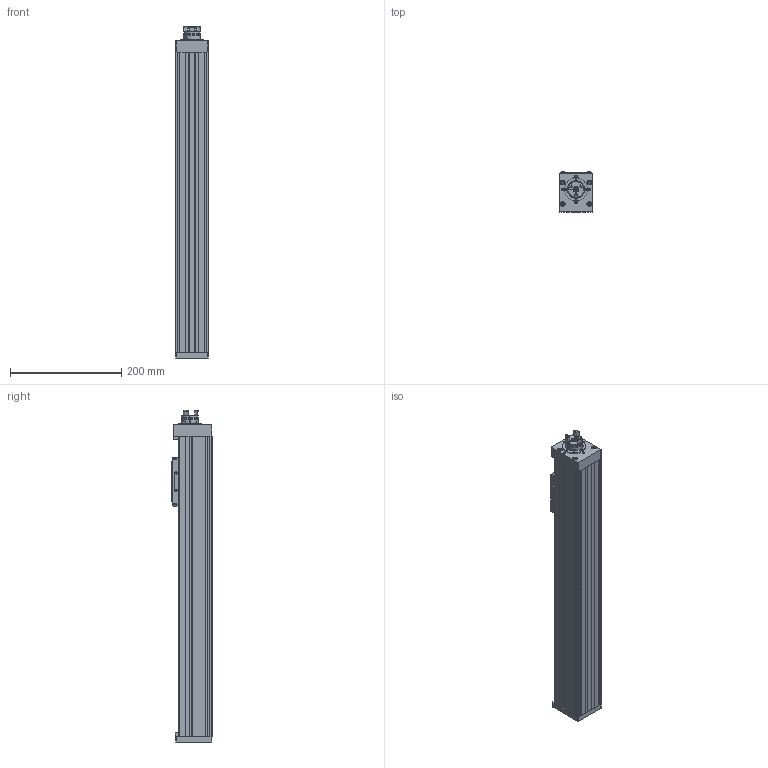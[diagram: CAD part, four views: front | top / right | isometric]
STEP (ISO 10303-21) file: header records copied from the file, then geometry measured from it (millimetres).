
FILE_DESCRIPTION(/* description */ ('STEP AP214'),/* implementation_level */ '2;1');
FILE_NAME(/* name */ '8061494_ELGC-BS-KF-60-400-12P',/* time_stamp */ '2024-08-27T17:52:44+02:00',/* author */ ('License CC BY-ND 4.0'),/* organization */ ('CADENAS'),/* preprocessor_version */ 'ST-DEVELOPER v19.3',/* originating_system */ 'PARTsolutions',/* authorisation */ ' ');
FILE_SCHEMA (('AUTOMOTIVE_DESIGN {1 0 10303 214 3 1 1}'));
Length unit declared in the file: millimetre
Products named in the file (7): 8061494 ELGC-BS-KF-60-400-12P---(0); 8058605 ELGC-BS-KF-60-400---(0000_g); 340116 G1/8-AEVU; 8058613 ELFC-KF-60---(Schlitt); 8141994 EAMC-30-GB16-D10x10-A; ISO 14580 M5x12; DIN-912 - M4x12(F)
Assembly tree (6 placements, depth 2):
  8061494 ELGC-BS-KF-60-400-12P---(0)
    8058605 ELGC-BS-KF-60-400---(0000_g)
    340116 G1/8-AEVU
    8058613 ELFC-KF-60---(Schlitt)
    8141994 EAMC-30-GB16-D10x10-A
    ISO 14580 M5x12
    DIN-912 - M4x12(F)
Bounding box: 60 x 72 x 597.4 mm (x, y, z)
Volume: 1757341.7 mm3; surface area: 292652 mm2
Topology: 6 solids, 6 shells, 758 faces, 1951 edges, 1265 vertices
Faces by surface type: plane 368, cylinder 306, cone 70, torus 14
Full cylindrical faces by diameter (mm): 2.459 x4, 3 x4, 3.242 x9, 4 x5, 4.134 x5, 4.5 x1, 4.51 x1, 5 x3, 5.5 x2, 6.2 x1, 7 x9, 7.4 x1, 8.3 x1, 8.566 x1, 8.7 x8, 10 x1, 32 x1, 42 x1
Entity records: 24071 total; most frequent: CARTESIAN_POINT 4146, DIRECTION 3934, ORIENTED_EDGE 3612, EDGE_CURVE 1806, AXIS2_PLACEMENT_3D 1445, VERTEX_POINT 1248, LINE 1044, VECTOR 1044
